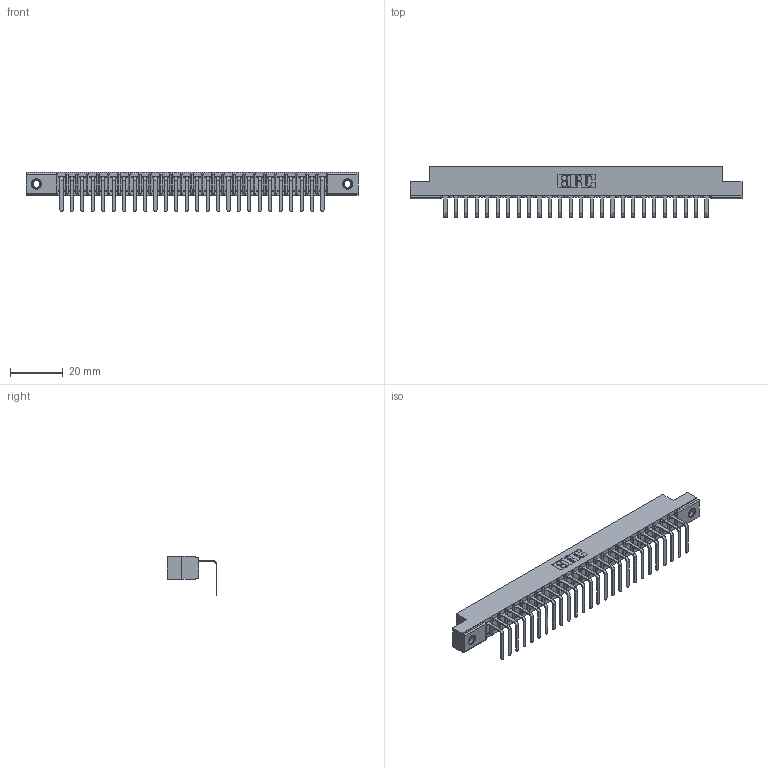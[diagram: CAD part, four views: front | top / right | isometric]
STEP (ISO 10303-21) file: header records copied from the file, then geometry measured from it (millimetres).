
FILE_DESCRIPTION (( 'STEP AP203' ), '1' );
FILE_NAME ('307-026-558-107.STEP', '2019-09-04T13:55:49', ( '' ), ( '' ), 'SwSTEP 2.0', 'SolidWorks 2016', '' );
FILE_SCHEMA (( 'CONFIG_CONTROL_DESIGN' ));
Length unit declared in the file: inch
Products named in the file (4): 307-026-558-107; 307-290-001_558 - 2 (Single); 307 Part_.156 Dia Mounting Holes; 345-250-001_345-250-005-103
Assembly tree (29 placements, depth 2):
  307-026-558-107
    307 Part_.156 Dia Mounting Holes
    307-290-001_558 - 2 (Single)  x26
    345-250-001_345-250-005-103  x2
Bounding box: 126.03 x 18.96 x 14.81 mm (x, y, z)
Volume: 8051.7 mm3; surface area: 13387.4 mm2
Topology: 29 solids, 29 shells, 1765 faces, 4983 edges, 3206 vertices
Faces by surface type: plane 1116, cylinder 579, sphere 54, cone 12, torus 4
Entity records: 25551 total; most frequent: CARTESIAN_POINT 4279, ORIENTED_EDGE 4258, DIRECTION 4181, EDGE_CURVE 2129, VECTOR 1625, LINE 1625, VERTEX_POINT 1376, AXIS2_PLACEMENT_3D 1278
